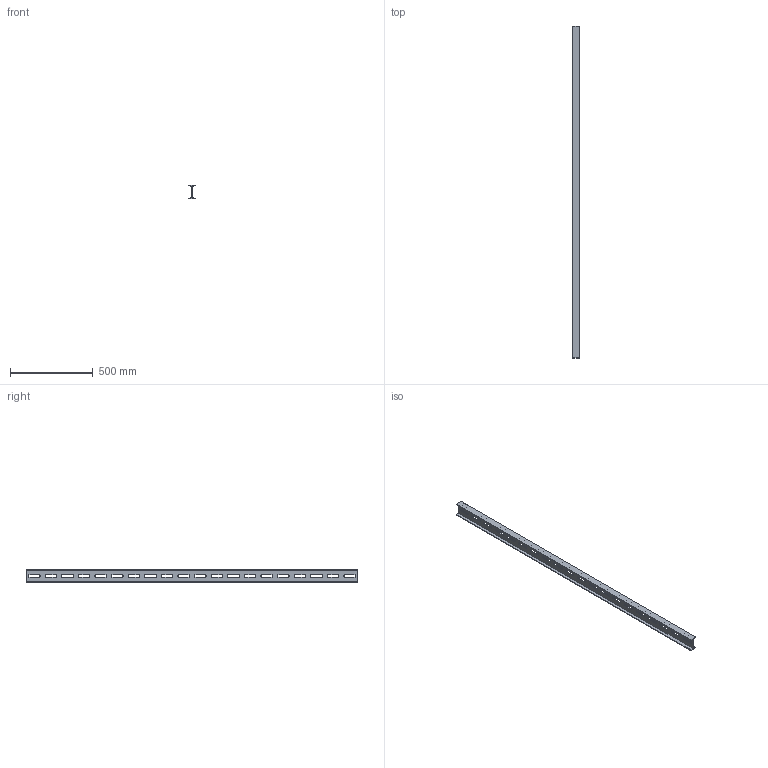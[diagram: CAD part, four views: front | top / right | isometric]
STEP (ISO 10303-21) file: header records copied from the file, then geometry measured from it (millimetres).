
FILE_DESCRIPTION((''),'2;1');
FILE_NAME('700212_PRT','2019-03-26T10:35:50',('tomasz.grudniewski'),(''),'CREO PARAMETRIC BY PTC INC, 2018500','CREO PARAMETRIC BY PTC INC, 2018500','');
FILE_SCHEMA(('CONFIG_CONTROL_DESIGN'));
Length unit declared in the file: millimetre
Products named in the file (1): 700212_PRT
Bounding box: 42 x 2000 x 80 mm (x, y, z)
Volume: 1326015.8 mm3; surface area: 600823.7 mm2
Topology: 1 solids, 1 shells, 178 faces, 528 edges, 352 vertices
Faces by surface type: plane 98, cylinder 80
Entity records: 6110 total; most frequent: CARTESIAN_POINT 1058, ORIENTED_EDGE 1056, DIRECTION 1044, EDGE_CURVE 528, VECTOR 368, LINE 368, VERTEX_POINT 352, AXIS2_PLACEMENT_3D 338
